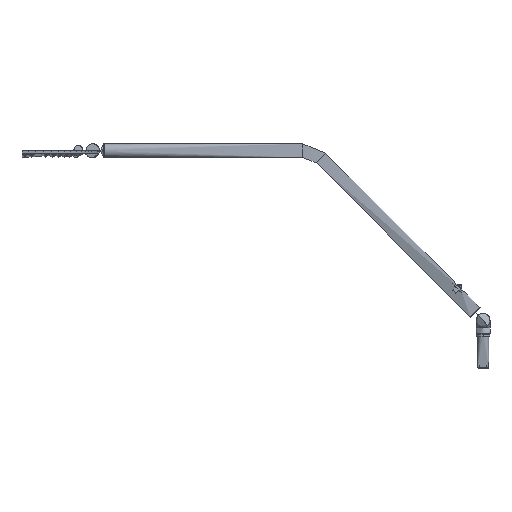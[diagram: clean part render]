
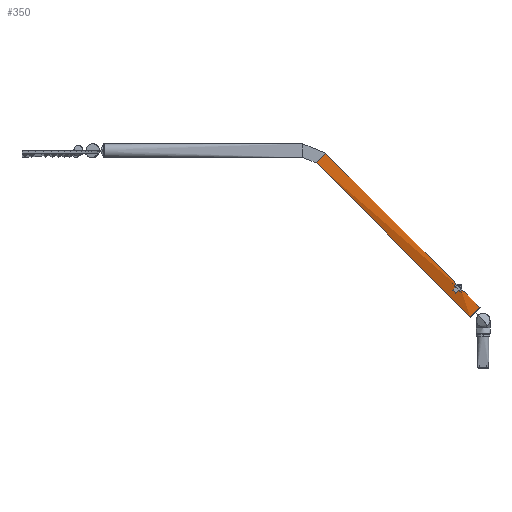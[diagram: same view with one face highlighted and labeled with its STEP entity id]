
A CAD part, front view. The second image highlights one B-rep face of the part: STEP entity #350.
In plain terms, the highlighted cylindrical face has radius 8 mm (diameter 16 mm), a partial arc.
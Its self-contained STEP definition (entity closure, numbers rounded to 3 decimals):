
#350=ADVANCED_FACE('',(#622),#3926,.T.);
#622=FACE_OUTER_BOUND('',#884,.T.);
#884=EDGE_LOOP('',(#1380,#1381,#1382,#1383,#1384,#1385,#1386,#1387,#1388,
#1389));
#1380=ORIENTED_EDGE('',*,*,#2357,.F.);
#1381=ORIENTED_EDGE('',*,*,#2355,.T.);
#1382=ORIENTED_EDGE('',*,*,#2390,.T.);
#1383=ORIENTED_EDGE('',*,*,#2394,.F.);
#1384=ORIENTED_EDGE('',*,*,#2395,.T.);
#1385=ORIENTED_EDGE('',*,*,#2371,.T.);
#1386=ORIENTED_EDGE('',*,*,#2373,.T.);
#1387=ORIENTED_EDGE('',*,*,#2375,.T.);
#1388=ORIENTED_EDGE('',*,*,#2377,.T.);
#1389=ORIENTED_EDGE('',*,*,#2393,.F.);
#2355=EDGE_CURVE('',#3500,#3524,#2859,.T.);
#2357=EDGE_CURVE('',#3500,#3502,#3228,.T.);
#2371=EDGE_CURVE('',#3510,#3511,#2869,.T.);
#2373=EDGE_CURVE('',#3511,#3512,#2871,.T.);
#2375=EDGE_CURVE('',#3512,#3513,#2873,.T.);
#2377=EDGE_CURVE('',#3513,#3525,#2875,.T.);
#2390=EDGE_CURVE('',#3524,#3527,#3233,.T.);
#2393=EDGE_CURVE('',#3502,#3525,#2888,.T.);
#2394=EDGE_CURVE('',#3526,#3527,#2889,.T.);
#2395=EDGE_CURVE('',#3526,#3510,#2890,.T.);
#2859=B_SPLINE_CURVE_WITH_KNOTS('',1,(#5764,#5765),.UNSPECIFIED.,.F.,.F.,
(2,2),(36.854,292.128),.UNSPECIFIED.);
#2869=B_SPLINE_CURVE_WITH_KNOTS('',3,(#5816,#5817,#5818,#5819),
 .UNSPECIFIED.,.F.,.F.,(4,4),(18.862,22.15),
 .UNSPECIFIED.);
#2871=B_SPLINE_CURVE_WITH_KNOTS('',1,(#5822,#5823),.UNSPECIFIED.,.F.,.F.,
(2,2),(22.15,31.15),.UNSPECIFIED.);
#2873=B_SPLINE_CURVE_WITH_KNOTS('',3,(#5826,#5827,#5828,#5829),
 .UNSPECIFIED.,.F.,.F.,(4,4),(31.15,34.437),
 .UNSPECIFIED.);
#2875=B_SPLINE_CURVE_WITH_KNOTS('',3,(#5832,#5833,#5834,#5835),
 .UNSPECIFIED.,.F.,.F.,(4,4),(34.437,37.719),
 .UNSPECIFIED.);
#2888=B_SPLINE_CURVE_WITH_KNOTS('',1,(#5901,#5902),.UNSPECIFIED.,.F.,.F.,
(2,2),(36.854,249.424),.UNSPECIFIED.);
#2889=B_SPLINE_CURVE_WITH_KNOTS('',1,(#5903,#5904),.UNSPECIFIED.,.F.,.F.,
(2,2),(266.424,292.128),.UNSPECIFIED.);
#2890=B_SPLINE_CURVE_WITH_KNOTS('',3,(#5905,#5906,#5907,#5908,#5909,#5910),
 .UNSPECIFIED.,.F.,.F.,(4,2,4),(15.569,15.575,18.862),
 .UNSPECIFIED.);
#3228=(
BOUNDED_CURVE()
B_SPLINE_CURVE(2,(#5771,#5772,#5773,#5774,#5775),.UNSPECIFIED.,.F.,.F.)
B_SPLINE_CURVE_WITH_KNOTS((3,2,3),(25.133,37.699,50.265),
 .UNSPECIFIED.)
CURVE()
GEOMETRIC_REPRESENTATION_ITEM()
RATIONAL_B_SPLINE_CURVE((1.,0.707,1.,0.707,1.))
REPRESENTATION_ITEM('')
);
#3233=(
BOUNDED_CURVE()
B_SPLINE_CURVE(2,(#5888,#5889,#5890,#5891,#5892),.UNSPECIFIED.,.F.,.F.)
B_SPLINE_CURVE_WITH_KNOTS((3,2,3),(0.,12.095,
24.19),.UNSPECIFIED.)
CURVE()
GEOMETRIC_REPRESENTATION_ITEM()
RATIONAL_B_SPLINE_CURVE((1.,0.707,1.,0.707,1.))
REPRESENTATION_ITEM('')
);
#3500=VERTEX_POINT('',#5734);
#3502=VERTEX_POINT('',#5736);
#3510=VERTEX_POINT('',#5744);
#3511=VERTEX_POINT('',#5745);
#3512=VERTEX_POINT('',#5746);
#3513=VERTEX_POINT('',#5747);
#3524=VERTEX_POINT('',#5758);
#3525=VERTEX_POINT('',#5759);
#3526=VERTEX_POINT('',#5760);
#3527=VERTEX_POINT('',#5761);
#3926=CYLINDRICAL_SURFACE('',#4053,8.);
#4053=AXIS2_PLACEMENT_3D('',#5672,#4153,$);
#4153=DIRECTION('',(0.707,0.,-0.707));
#5672=CARTESIAN_POINT('',(148.948,0.,65.71));
#5734=CARTESIAN_POINT('',(52.932,0.,150.412));
#5736=CARTESIAN_POINT('',(64.245,0.,161.726));
#5744=CARTESIAN_POINT('',(225.38,-2.831,-0.14));
#5745=CARTESIAN_POINT('',(222.99,-4.,1.466));
#5746=CARTESIAN_POINT('',(216.626,-4.,7.83));
#5747=CARTESIAN_POINT('',(215.019,-2.83,10.222));
#5758=CARTESIAN_POINT('',(233.437,0.,-30.093));
#5759=CARTESIAN_POINT('',(214.555,0.,11.417));
#5760=CARTESIAN_POINT('',(226.576,0.,-0.604));
#5761=CARTESIAN_POINT('',(244.751,0.,-18.78));
#5764=CARTESIAN_POINT('',(52.932,0.,150.412));
#5765=CARTESIAN_POINT('',(233.437,0.,-30.093));
#5771=CARTESIAN_POINT('',(52.932,0.,150.412));
#5772=CARTESIAN_POINT('',(52.932,-8.,150.412));
#5773=CARTESIAN_POINT('',(58.589,-8.,156.069));
#5774=CARTESIAN_POINT('',(64.245,-8.,161.726));
#5775=CARTESIAN_POINT('',(64.245,0.,161.726));
#5816=CARTESIAN_POINT('',(225.38,-2.831,-0.14));
#5817=CARTESIAN_POINT('',(224.673,-3.555,0.179));
#5818=CARTESIAN_POINT('',(223.751,-4.,0.705));
#5819=CARTESIAN_POINT('',(222.99,-4.,1.466));
#5822=CARTESIAN_POINT('',(222.99,-4.,1.466));
#5823=CARTESIAN_POINT('',(216.626,-4.,7.83));
#5826=CARTESIAN_POINT('',(216.626,-4.,7.83));
#5827=CARTESIAN_POINT('',(215.864,-4.,8.592));
#5828=CARTESIAN_POINT('',(215.338,-3.555,9.514));
#5829=CARTESIAN_POINT('',(215.019,-2.83,10.222));
#5832=CARTESIAN_POINT('',(215.019,-2.83,10.222));
#5833=CARTESIAN_POINT('',(214.7,-2.105,10.928));
#5834=CARTESIAN_POINT('',(214.555,-1.063,11.416));
#5835=CARTESIAN_POINT('',(214.555,0.,11.417));
#5888=CARTESIAN_POINT('',(233.437,0.,-30.093));
#5889=CARTESIAN_POINT('',(233.437,-8.,-30.093));
#5890=CARTESIAN_POINT('',(239.094,-8.,-24.436));
#5891=CARTESIAN_POINT('',(244.751,-8.,-18.78));
#5892=CARTESIAN_POINT('',(244.751,0.,-18.78));
#5901=CARTESIAN_POINT('',(64.245,0.,161.726));
#5902=CARTESIAN_POINT('',(214.555,0.,11.417));
#5903=CARTESIAN_POINT('',(226.576,0.,-0.604));
#5904=CARTESIAN_POINT('',(244.751,0.,-18.78));
#5905=CARTESIAN_POINT('',(226.576,0.,-0.604));
#5906=CARTESIAN_POINT('',(226.576,-0.002,-0.604));
#5907=CARTESIAN_POINT('',(226.576,-0.004,-0.604));
#5908=CARTESIAN_POINT('',(226.574,-1.072,-0.604));
#5909=CARTESIAN_POINT('',(226.087,-2.106,-0.459));
#5910=CARTESIAN_POINT('',(225.38,-2.831,-0.14));
